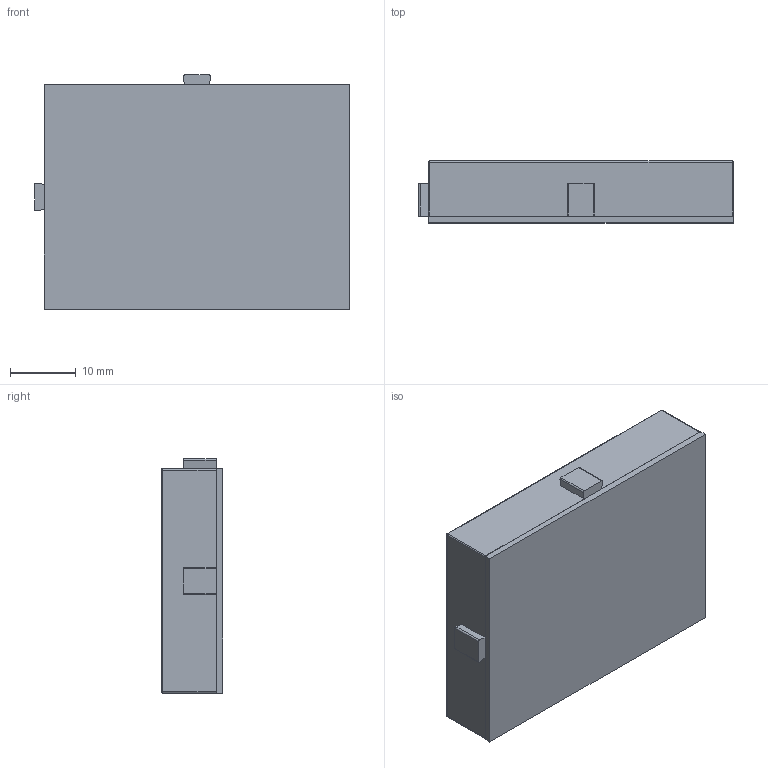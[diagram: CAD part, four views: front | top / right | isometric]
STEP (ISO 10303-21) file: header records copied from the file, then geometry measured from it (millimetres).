
FILE_DESCRIPTION (( 'STEP AP214' ), '1' );
FILE_NAME ('Mini-Blue.STEP', '2020-07-23T16:06:18', ( '' ), ( '' ), 'SwSTEP 2.0', 'SolidWorks 2016', '' );
FILE_SCHEMA (( 'AUTOMOTIVE_DESIGN' ));
Length unit declared in the file: millimetre
Products named in the file (1): Mini-Blue
Bounding box: 48 x 9.4 x 35.7 mm (x, y, z)
Volume: 13864 mm3; surface area: 11551.1 mm2
Topology: 2 solids, 2 shells, 1594 faces, 3563 edges, 2142 vertices
Faces by surface type: plane 1565, cylinder 25, sphere 4
Entity records: 51769 total; most frequent: CARTESIAN_POINT 7296, ORIENTED_EDGE 7118, DIRECTION 6799, EDGE_CURVE 3559, VECTOR 3509, LINE 3509, VERTEX_POINT 2142, EDGE_LOOP 1771
